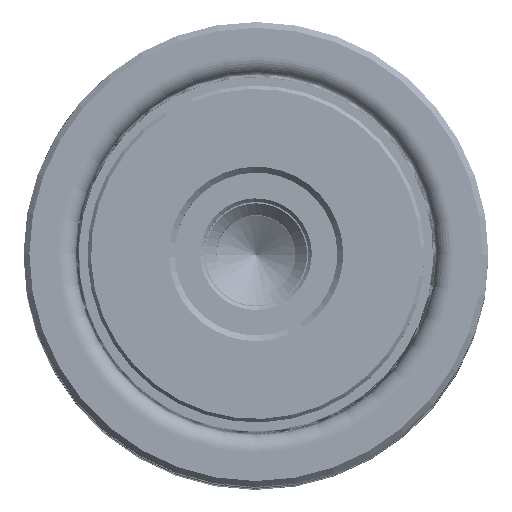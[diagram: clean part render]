
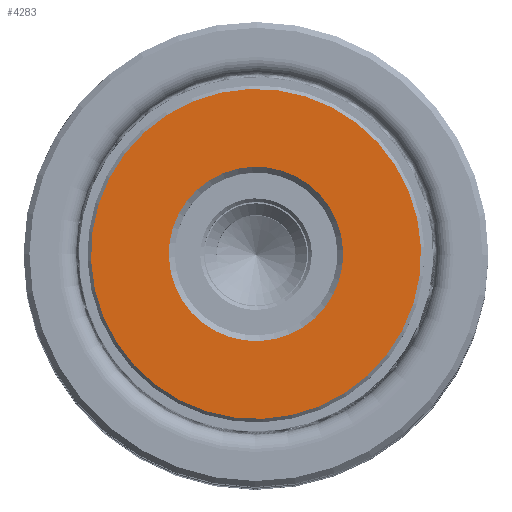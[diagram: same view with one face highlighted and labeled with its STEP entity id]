
A CAD part, top view. The second image highlights one B-rep face of the part: STEP entity #4283.
In plain terms, the highlighted face is planar.
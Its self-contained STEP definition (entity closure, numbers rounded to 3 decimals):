
#927 = ORIENTED_EDGE ( 'NONE', *, *, #22868, .T. ) ;
#3331 = CARTESIAN_POINT ( 'NONE',  ( 0., 0., 0. ) ) ;
#4283 = ADVANCED_FACE ( 'NONE', ( #11895, #42386 ), #39469, .F. ) ;
#4666 = ORIENTED_EDGE ( 'NONE', *, *, #21871, .T. ) ;
#5139 = CARTESIAN_POINT ( 'NONE',  ( 0., 0., 0. ) ) ;
#5259 = ORIENTED_EDGE ( 'NONE', *, *, #26230, .T. ) ;
#5388 = AXIS2_PLACEMENT_3D ( 'NONE', #3331, #31159, #7332 ) ;
#5610 = CARTESIAN_POINT ( 'NONE',  ( 0., 0., 0. ) ) ;
#7148 = EDGE_CURVE ( 'NONE', #20901, #16597, #18062, .T. ) ;
#7332 = DIRECTION ( 'NONE',  ( 1., 0., 0. ) ) ;
#7527 = EDGE_LOOP ( 'NONE', ( #4666, #5259 ) ) ;
#8975 = CIRCLE ( 'NONE', #9650, 7.5 ) ;
#9130 = DIRECTION ( 'NONE',  ( 1., 0., 0. ) ) ;
#9611 = DIRECTION ( 'NONE',  ( 1., 0., 0. ) ) ;
#9650 = AXIS2_PLACEMENT_3D ( 'NONE', #5610, #33473, #9611 ) ;
#11895 = FACE_OUTER_BOUND ( 'NONE', #34854, .T. ) ;
#15644 = DIRECTION ( 'NONE',  ( 0., 0., 1. ) ) ;
#16416 = CARTESIAN_POINT ( 'NONE',  ( 7.5, 0., 0. ) ) ;
#16468 = CARTESIAN_POINT ( 'NONE',  ( 0., 0., 0. ) ) ;
#16597 = VERTEX_POINT ( 'NONE', #43737 ) ;
#18062 = CIRCLE ( 'NONE', #37149, 14.2 ) ;
#19099 = CIRCLE ( 'NONE', #5388, 7.5 ) ;
#19515 = CARTESIAN_POINT ( 'NONE',  ( 14.2, 0., 0. ) ) ;
#20494 = DIRECTION ( 'NONE',  ( 1., 0., 0. ) ) ;
#20901 = VERTEX_POINT ( 'NONE', #19515 ) ;
#21871 = EDGE_CURVE ( 'NONE', #39107, #25907, #8975, .T. ) ;
#22868 = EDGE_CURVE ( 'NONE', #16597, #20901, #46892, .T. ) ;
#25714 = CARTESIAN_POINT ( 'NONE',  ( -7.5, 0., 0. ) ) ;
#25907 = VERTEX_POINT ( 'NONE', #16416 ) ;
#26230 = EDGE_CURVE ( 'NONE', #25907, #39107, #19099, .T. ) ;
#27787 = AXIS2_PLACEMENT_3D ( 'NONE', #50589, #15644, #43473 ) ;
#31159 = DIRECTION ( 'NONE',  ( 0., 0., 1. ) ) ;
#32987 = DIRECTION ( 'NONE',  ( 0., 0., -1. ) ) ;
#33473 = DIRECTION ( 'NONE',  ( 0., 0., 1. ) ) ;
#34854 = EDGE_LOOP ( 'NONE', ( #42977, #927 ) ) ;
#37149 = AXIS2_PLACEMENT_3D ( 'NONE', #16468, #44285, #20494 ) ;
#39107 = VERTEX_POINT ( 'NONE', #25714 ) ;
#39469 = PLANE ( 'NONE',  #27787 ) ;
#42386 = FACE_BOUND ( 'NONE', #7527, .T. ) ;
#42977 = ORIENTED_EDGE ( 'NONE', *, *, #7148, .T. ) ;
#43319 = AXIS2_PLACEMENT_3D ( 'NONE', #5139, #32987, #9130 ) ;
#43473 = DIRECTION ( 'NONE',  ( 1., 0., 0. ) ) ;
#43737 = CARTESIAN_POINT ( 'NONE',  ( -14.2, 0., 0. ) ) ;
#44285 = DIRECTION ( 'NONE',  ( 0., 0., -1. ) ) ;
#46892 = CIRCLE ( 'NONE', #43319, 14.2 ) ;
#50589 = CARTESIAN_POINT ( 'NONE',  ( 0., 0., 0. ) ) ;
